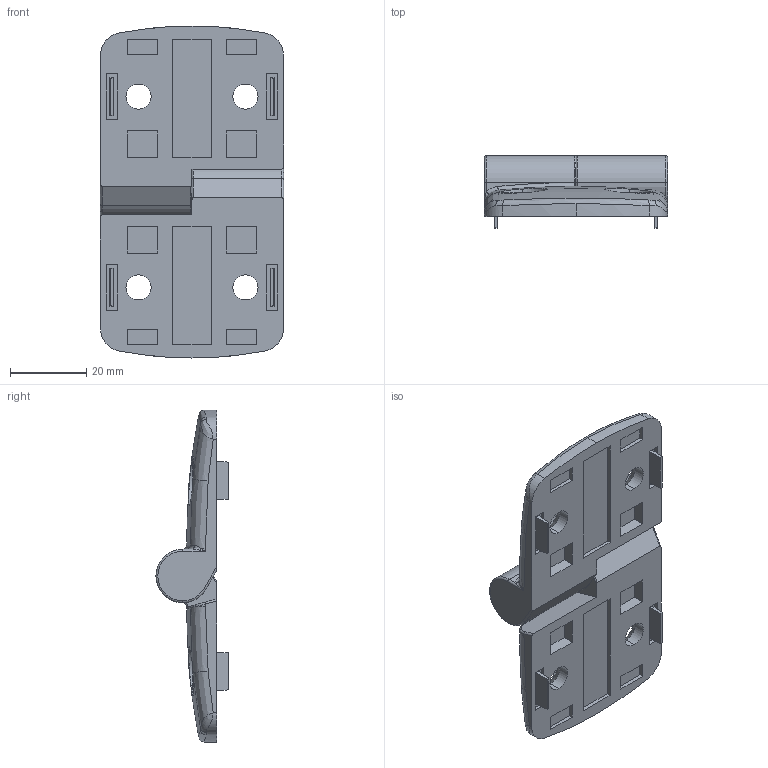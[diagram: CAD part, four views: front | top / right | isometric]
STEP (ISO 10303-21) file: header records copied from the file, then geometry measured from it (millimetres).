
FILE_DESCRIPTION(('STEP AP214'),'1');
FILE_NAME('fath_095k4545r10.stp','2017-10-09T08:31:58',('TraceParts'),('TraceParts S.A.'),'Spatial InterOp 3D',' ',' ');
FILE_SCHEMA(('automotive_design'));
Length unit declared in the file: millimetre
Products named in the file (3): fath_095k4545r10_1; fath_095k4545r10_2; fath_095k4545r10_3
Bounding box: 48 x 18.9 x 87 mm (x, y, z)
Volume: 27010.4 mm3; surface area: 13727.5 mm2
Topology: 3 solids, 3 shells, 222 faces, 542 edges, 338 vertices
Faces by surface type: plane 110, cylinder 50, bspline 36, torus 14, cone 12
Entity records: 10339 total; most frequent: CARTESIAN_POINT 3607, ORIENTED_EDGE 1072, DIRECTION 900, EDGE_CURVE 536, VERTEX_POINT 338, LINE 302, VECTOR 302, AXIS2_PLACEMENT_3D 299
